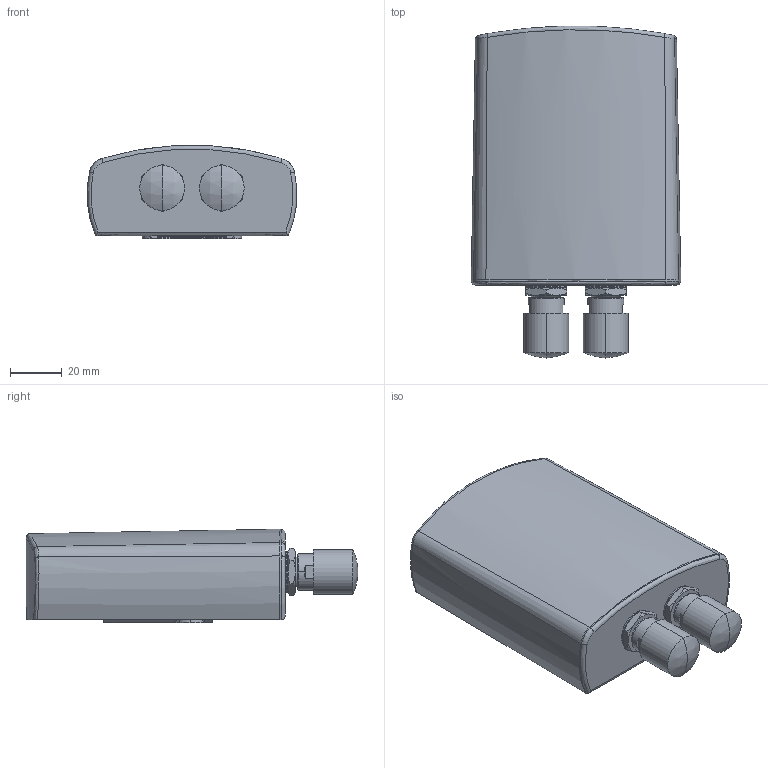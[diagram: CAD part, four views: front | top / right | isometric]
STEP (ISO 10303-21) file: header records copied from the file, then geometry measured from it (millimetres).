
FILE_DESCRIPTION (( 'STEP AP214' ), '1' );
FILE_NAME ('6GK57936DG000AA0_001_STEP.STEP', '2014-12-02T16:40:13', ( '' ), ( '' ), 'SwSTEP 2.0', 'SolidWorks 2014', '' );
FILE_SCHEMA (( 'AUTOMOTIVE_DESIGN' ));
Length unit declared in the file: millimetre
Products named in the file (4): Body; 6GK57936DG000AA0_001_STEP; Adapter; Kappe
Assembly tree (4 placements, depth 2):
  6GK57936DG000AA0_001_STEP
    Body
    Kappe  x2
    Adapter
Bounding box: 80.88 x 128.12 x 36.1 mm (x, y, z)
Volume: 235996.6 mm3; surface area: 43368 mm2
Topology: 4 solids, 4 shells, 887 faces, 2266 edges, 1430 vertices
Faces by surface type: plane 339, cylinder 213, cone 120, bspline 113, torus 65, sphere 37
Entity records: 41849 total; most frequent: CARTESIAN_POINT 11703, ORIENTED_EDGE 4480, DIRECTION 3996, EDGE_CURVE 2240, AXIS2_PLACEMENT_3D 1487, VERTEX_POINT 1420, VECTOR 1022, LINE 1022
